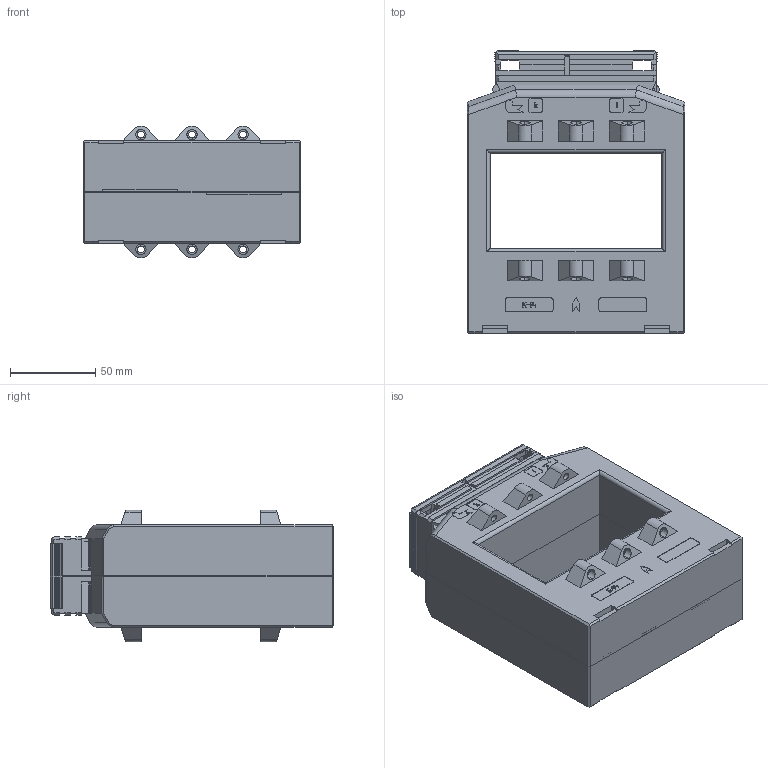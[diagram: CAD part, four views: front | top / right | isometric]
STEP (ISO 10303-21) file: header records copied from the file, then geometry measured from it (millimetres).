
FILE_DESCRIPTION(/* description */ (''),/* implementation_level */ '2;1');
FILE_NAME(/* name */ 'MBO-100.stp',/* time_stamp */ '2023-06-20T14:24:23+08:00',/* author */ (''),/* organization */ (''),/* preprocessor_version */ 'ST-DEVELOPER v16',/* originating_system */ 'SIEMENS PLM Software NX 10.0',/* authorisation */ '');
FILE_SCHEMA (('AP203_CONFIGURATION_CONTROLLED_3D_DESIGN_OF_MECHANICAL_PARTS_AND_ASSEMBLIES_MIM_LF { 1 0 10303 403 2 1 2}'));
Length unit declared in the file: millimetre
Products named in the file (1): Admi11DCEA0Ah6n4
Bounding box: 128 x 166.5 x 77.37 mm (x, y, z)
Volume: 4177.7 mm3; surface area: 181589.8 mm2
Topology: 2 solids, 4 shells, 1534 faces, 4232 edges, 2784 vertices
Faces by surface type: plane 1300, cylinder 220, extrusion 6, cone 4, bspline 4
Full cylindrical faces by diameter (mm): 3 x2, 6.585 x2
Entity records: 48501 total; most frequent: CARTESIAN_POINT 8886, ORIENTED_EDGE 8436, DIRECTION 7722, EDGE_CURVE 4218, VECTOR 3676, LINE 3670, VERTEX_POINT 2778, AXIS2_PLACEMENT_3D 2023
